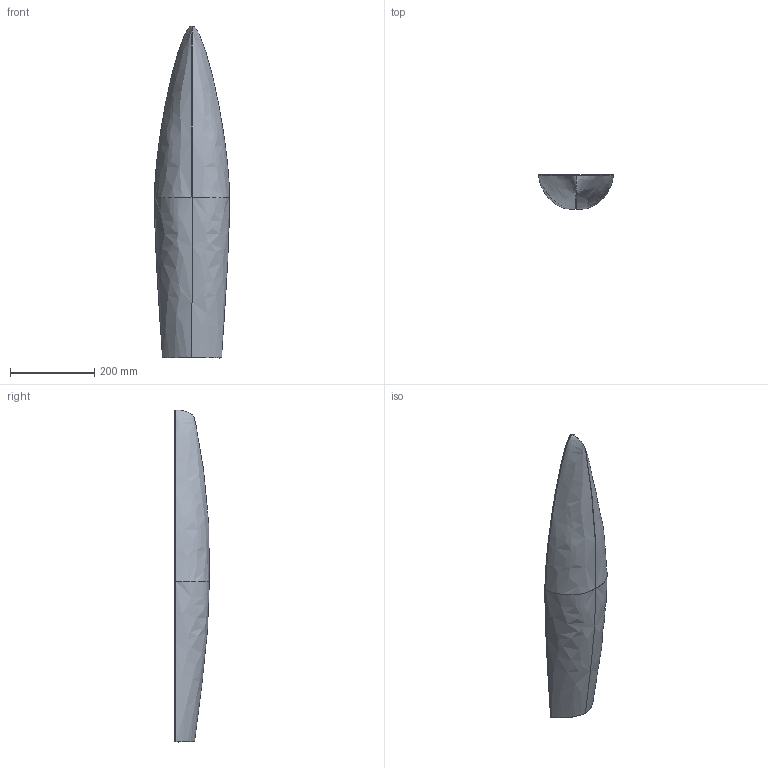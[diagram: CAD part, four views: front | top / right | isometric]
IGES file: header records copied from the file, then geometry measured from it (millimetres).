
Start section: SolidWorks IGES file using NURBS representation for surfaces
Global section: file name: BigRed.IGS; native system: SolidWorks 2010; preprocessor: SolidWorks 2010; author: James Schulmeister; date: 110321.115730; units: inch
Bounding box: 177.8 x 82.08 x 787.4 mm (x, y, z)
Surface area: 399730.8 mm2 (no closed solid volume)
Topology: 0 solids, 0 shells, 12 faces, 201 edges, 201 vertices
Faces by surface type: bspline 12
